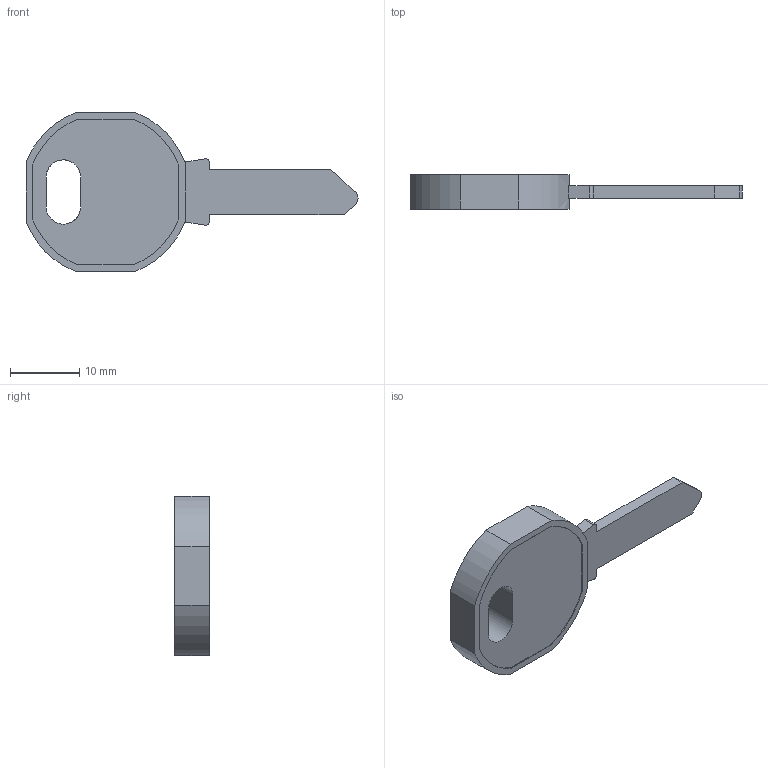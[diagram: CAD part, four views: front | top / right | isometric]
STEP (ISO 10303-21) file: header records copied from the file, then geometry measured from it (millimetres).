
FILE_DESCRIPTION((''),'2;1');
FILE_NAME('','2006-10-31T08:10:55',(''),(''),'','CADfix','');
FILE_SCHEMA(('AUTOMOTIVE_DESIGN'));
Length unit declared in the file: millimetre
Products named in the file (1): key
Bounding box: 48 x 5 x 23 mm (x, y, z)
Volume: 2295.1 mm3; surface area: 1753.1 mm2
Topology: 1 solids, 1 shells, 46 faces, 126 edges, 84 vertices
Faces by surface type: bspline 46
Entity records: 1372 total; most frequent: CARTESIAN_POINT 625, ORIENTED_EDGE 252, EDGE_CURVE 126, QUASI_UNIFORM_CURVE 88, VERTEX_POINT 84, EDGE_LOOP 50, FACE_OUTER_BOUND 46, ADVANCED_FACE 46
